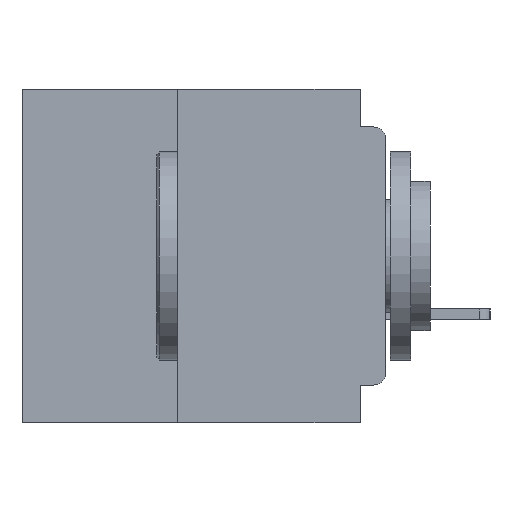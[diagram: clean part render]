
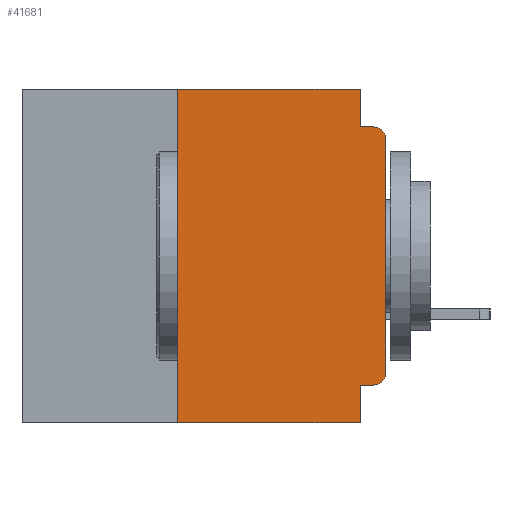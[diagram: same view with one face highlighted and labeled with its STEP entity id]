
A CAD part, left-side view. The second image highlights one B-rep face of the part: STEP entity #41681.
In plain terms, the highlighted planar face has unit normal (-1, 0, 0).
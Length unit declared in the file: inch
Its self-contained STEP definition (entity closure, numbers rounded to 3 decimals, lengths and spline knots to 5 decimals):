
#399 = LINE ( 'NONE', #28980, #26603 ) ;
#1549 = ORIENTED_EDGE ( 'NONE', *, *, #4160, .F. ) ;
#2122 = VERTEX_POINT ( 'NONE', #19037 ) ;
#2196 = CARTESIAN_POINT ( 'NONE',  ( 0., 0.437, 0. ) ) ;
#2472 = LINE ( 'NONE', #27284, #18868 ) ;
#3214 = EDGE_CURVE ( 'NONE', #2122, #9210, #9892, .T. ) ;
#3530 = VECTOR ( 'NONE', #17601, 39.37008 ) ;
#3983 = CARTESIAN_POINT ( 'NONE',  ( 0., 0.25, 0. ) ) ;
#4160 = EDGE_CURVE ( 'NONE', #26792, #2122, #33816, .T. ) ;
#4568 = LINE ( 'NONE', #20915, #3530 ) ;
#5516 = DIRECTION ( 'NONE',  ( 1., 0., 0. ) ) ;
#6075 = LINE ( 'NONE', #25746, #38619 ) ;
#6740 = EDGE_CURVE ( 'NONE', #12199, #26792, #4568, .T. ) ;
#7250 = CARTESIAN_POINT ( 'NONE',  ( 0., 0.031, 0. ) ) ;
#7620 = DIRECTION ( 'NONE',  ( 0., 0., -1. ) ) ;
#7986 = LINE ( 'NONE', #18371, #24479 ) ;
#8008 = DIRECTION ( 'NONE',  ( -1., 0., 0. ) ) ;
#8142 = EDGE_CURVE ( 'NONE', #10785, #9210, #25493, .T. ) ;
#8708 = AXIS2_PLACEMENT_3D ( 'NONE', #28373, #8747, #31625 ) ;
#8747 = DIRECTION ( 'NONE',  ( -1., 0., 0. ) ) ;
#9210 = VERTEX_POINT ( 'NONE', #10964 ) ;
#9520 = EDGE_CURVE ( 'NONE', #34660, #24231, #6075, .T. ) ;
#9892 = LINE ( 'NONE', #31964, #18647 ) ;
#10605 = ORIENTED_EDGE ( 'NONE', *, *, #9520, .F. ) ;
#10785 = VERTEX_POINT ( 'NONE', #29396 ) ;
#10935 = ORIENTED_EDGE ( 'NONE', *, *, #40363, .T. ) ;
#10964 = CARTESIAN_POINT ( 'NONE',  ( 0., 0.015, -0.045 ) ) ;
#10983 = CARTESIAN_POINT ( 'NONE',  ( 0., 0.031, -0.355 ) ) ;
#11198 = LINE ( 'NONE', #19306, #18880 ) ;
#11878 = ORIENTED_EDGE ( 'NONE', *, *, #35066, .T. ) ;
#12199 = VERTEX_POINT ( 'NONE', #3983 ) ;
#12643 = DIRECTION ( 'NONE',  ( 0., 1., 0. ) ) ;
#14636 = FACE_OUTER_BOUND ( 'NONE', #15064, .T. ) ;
#15064 = EDGE_LOOP ( 'NONE', ( #10935, #34038, #41763, #1549, #28498, #31189, #32596, #36412, #10605, #11878 ) ) ;
#15966 = DIRECTION ( 'NONE',  ( 0., 0., 1. ) ) ;
#16829 = VERTEX_POINT ( 'NONE', #25292 ) ;
#17601 = DIRECTION ( 'NONE',  ( 0., -1., 0. ) ) ;
#18065 = CARTESIAN_POINT ( 'NONE',  ( 0., 0.031, 0. ) ) ;
#18294 = AXIS2_PLACEMENT_3D ( 'NONE', #2196, #5516, #28387 ) ;
#18371 = CARTESIAN_POINT ( 'NONE',  ( 0., 0., 0. ) ) ;
#18647 = VECTOR ( 'NONE', #36230, 39.37008 ) ;
#18868 = VECTOR ( 'NONE', #30504, 39.37008 ) ;
#18880 = VECTOR ( 'NONE', #35474, 39.37008 ) ;
#18898 = VERTEX_POINT ( 'NONE', #35452 ) ;
#19037 = CARTESIAN_POINT ( 'NONE',  ( 0., 0.031, -0.045 ) ) ;
#19144 = EDGE_CURVE ( 'NONE', #24231, #18898, #2472, .T. ) ;
#19306 = CARTESIAN_POINT ( 'NONE',  ( 0., 0.437, -0.4 ) ) ;
#20915 = CARTESIAN_POINT ( 'NONE',  ( 0., 0.437, 0. ) ) ;
#21681 = DIRECTION ( 'NONE',  ( 0., 0., 1. ) ) ;
#21823 = CARTESIAN_POINT ( 'NONE',  ( 0., 0.015, -0.355 ) ) ;
#22637 = EDGE_CURVE ( 'NONE', #16829, #12199, #399, .T. ) ;
#23143 = VERTEX_POINT ( 'NONE', #34748 ) ;
#24231 = VERTEX_POINT ( 'NONE', #10983 ) ;
#24479 = VECTOR ( 'NONE', #21681, 39.37008 ) ;
#25292 = CARTESIAN_POINT ( 'NONE',  ( 0., 0.25, -0.4 ) ) ;
#25493 = CIRCLE ( 'NONE', #8708, 0.015 ) ;
#25746 = CARTESIAN_POINT ( 'NONE',  ( 0., 0., -0.355 ) ) ;
#26289 = VECTOR ( 'NONE', #7620, 39.37008 ) ;
#26603 = VECTOR ( 'NONE', #15966, 39.37008 ) ;
#26792 = VERTEX_POINT ( 'NONE', #18065 ) ;
#27284 = CARTESIAN_POINT ( 'NONE',  ( 0., 0.031, -0.4 ) ) ;
#27645 = CARTESIAN_POINT ( 'NONE',  ( 0., 0.015, -0.34 ) ) ;
#27870 = CIRCLE ( 'NONE', #36310, 0.015 ) ;
#28373 = CARTESIAN_POINT ( 'NONE',  ( 0., 0.015, -0.06 ) ) ;
#28387 = DIRECTION ( 'NONE',  ( 0., 0., -1. ) ) ;
#28498 = ORIENTED_EDGE ( 'NONE', *, *, #6740, .F. ) ;
#28980 = CARTESIAN_POINT ( 'NONE',  ( 0., 0.25, -0.4 ) ) ;
#29396 = CARTESIAN_POINT ( 'NONE',  ( 0., 0., -0.06 ) ) ;
#29999 = EDGE_CURVE ( 'NONE', #16829, #18898, #11198, .T. ) ;
#30504 = DIRECTION ( 'NONE',  ( 0., 0., -1. ) ) ;
#30862 = DIRECTION ( 'NONE',  ( 0., 0., -1. ) ) ;
#31189 = ORIENTED_EDGE ( 'NONE', *, *, #22637, .F. ) ;
#31625 = DIRECTION ( 'NONE',  ( 0., 0., -1. ) ) ;
#31964 = CARTESIAN_POINT ( 'NONE',  ( 0., 0., -0.045 ) ) ;
#32596 = ORIENTED_EDGE ( 'NONE', *, *, #29999, .T. ) ;
#33816 = LINE ( 'NONE', #7250, #26289 ) ;
#34038 = ORIENTED_EDGE ( 'NONE', *, *, #8142, .T. ) ;
#34660 = VERTEX_POINT ( 'NONE', #21823 ) ;
#34748 = CARTESIAN_POINT ( 'NONE',  ( 0., 0., -0.34 ) ) ;
#35066 = EDGE_CURVE ( 'NONE', #34660, #23143, #27870, .T. ) ;
#35452 = CARTESIAN_POINT ( 'NONE',  ( 0., 0.031, -0.4 ) ) ;
#35474 = DIRECTION ( 'NONE',  ( 0., -1., 0. ) ) ;
#36230 = DIRECTION ( 'NONE',  ( 0., -1., 0. ) ) ;
#36310 = AXIS2_PLACEMENT_3D ( 'NONE', #27645, #8008, #30862 ) ;
#36412 = ORIENTED_EDGE ( 'NONE', *, *, #19144, .F. ) ;
#38619 = VECTOR ( 'NONE', #12643, 39.37008 ) ;
#40363 = EDGE_CURVE ( 'NONE', #23143, #10785, #7986, .T. ) ;
#41143 = PLANE ( 'NONE',  #18294 ) ;
#41681 = ADVANCED_FACE ( 'NONE', ( #14636 ), #41143, .F. ) ;
#41763 = ORIENTED_EDGE ( 'NONE', *, *, #3214, .F. ) ;
